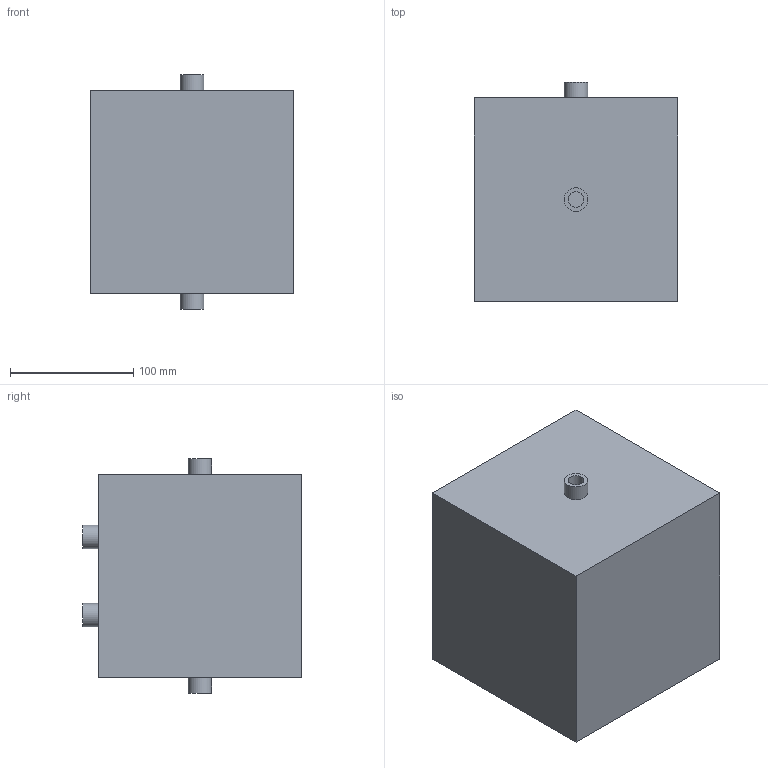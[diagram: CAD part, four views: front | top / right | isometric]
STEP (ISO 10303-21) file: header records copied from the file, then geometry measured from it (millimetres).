
FILE_DESCRIPTION(/* description */ (''),/* implementation_level */ '2;1');
FILE_NAME(/* name */ 'Electrolysis Unit.step',/* time_stamp */ '2022-10-26T13:44:55-07:00',/* author */ (''),/* organization */ (''),/* preprocessor_version */ 'ST-DEVELOPER v19',/* originating_system */ 'Autodesk Translation Framework v11.7.0.108',/* authorisation */ '');
FILE_SCHEMA (('AUTOMOTIVE_DESIGN { 1 0 10303 214 3 1 1 }'));
Length unit declared in the file: inch
Products named in the file (5): Untitled; Electrolysis Unit; 9225T321_Acid-Resistant 400 Nickel Wire Cloth; Mesh; Enclosure
Assembly tree (5 placements, depth 3):
  Untitled
    Electrolysis Unit
      9225T321_Acid-Resistant 400 Nickel Wire Cloth  x2
      Mesh
      Enclosure
Bounding box: 165.1 x 177.8 x 190.5 mm (x, y, z)
Volume: 981347.5 mm3; surface area: 517246.8 mm2
Topology: 6 solids, 6 shells, 84 faces, 180 edges, 120 vertices
Faces by surface type: plane 76, cylinder 8
Full cylindrical faces by diameter (mm): 12.7 x4, 19.05 x4
Entity records: 2261 total; most frequent: CARTESIAN_POINT 369, DIRECTION 362, ORIENTED_EDGE 336, EDGE_CURVE 168, LINE 152, VECTOR 152, VERTEX_POINT 112, AXIS2_PLACEMENT_3D 105
